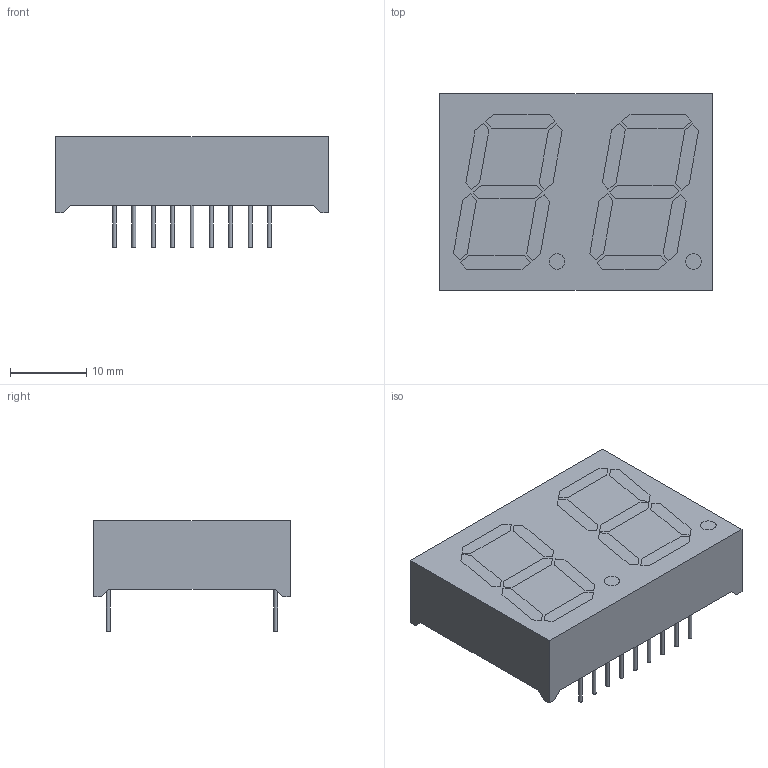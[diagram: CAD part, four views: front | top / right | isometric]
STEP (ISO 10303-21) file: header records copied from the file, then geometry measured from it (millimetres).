
FILE_DESCRIPTION(('FreeCAD Model'),'2;1');
FILE_NAME('Open CASCADE Shape Model','2024-04-17T10:25:14',(''),(''), 'Open CASCADE STEP processor 7.6','FreeCAD','Unknown');
FILE_SCHEMA(('AUTOMOTIVE_DESIGN { 1 0 10303 214 1 1 1 1 }'));
Length unit declared in the file: millimetre
Products named in the file (5): LDD_A814RI_1; Pkg; Pin; Body; Digit
Assembly tree (21 placements, depth 3):
  LDD_A814RI_1
    Pkg
    Pin
      Body  x18
    Digit
Bounding box: 35.8 x 25.8 x 14.5 mm (x, y, z)
Volume: 7491.1 mm3; surface area: 8789.5 mm2
Topology: 20 solids, 20 shells, 280 faces, 666 edges, 444 vertices
Faces by surface type: plane 258, cylinder 22
Full cylindrical faces by diameter (mm): 0.508 x18, 2.032 x4
Entity records: 7337 total; most frequent: CARTESIAN_POINT 1276, ORIENTED_EDGE 1230, DIRECTION 1127, EDGE_CURVE 615, LINE 605, VECTOR 605, VERTEX_POINT 410, FACE_BOUND 277
